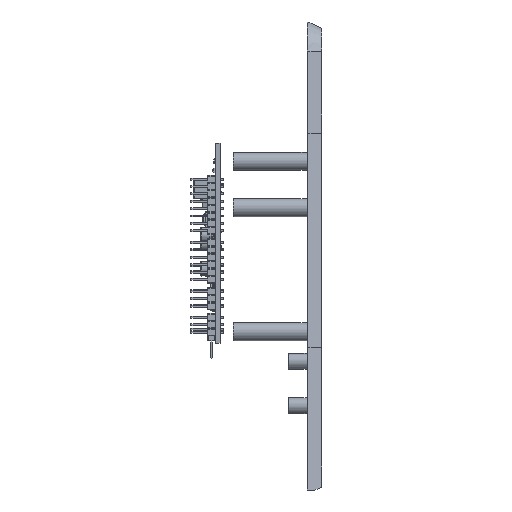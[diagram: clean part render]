
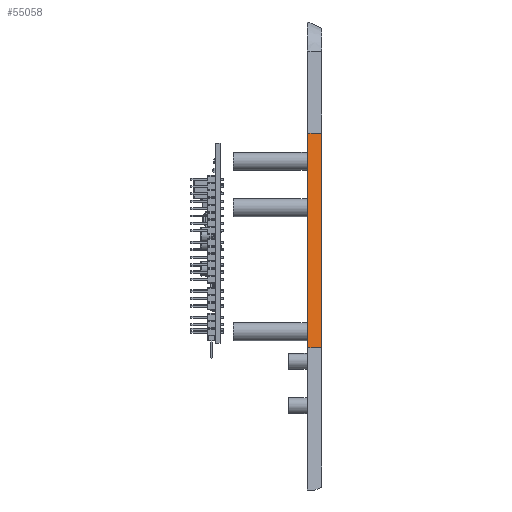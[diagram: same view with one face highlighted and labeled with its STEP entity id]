
A CAD part, left-side view. The second image highlights one B-rep face of the part: STEP entity #55058.
In plain terms, the highlighted planar face has unit normal (-0.906, -0.423, 0).
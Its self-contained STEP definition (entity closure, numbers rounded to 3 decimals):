
#3255=PLANE('',#59645);
#6086=FACE_OUTER_BOUND('',#9241,.T.);
#9241=EDGE_LOOP('',(#48991,#48992,#48993,#48994));
#16481=LINE('',#90097,#22491);
#16483=LINE('',#90101,#22493);
#16487=LINE('',#90109,#22497);
#16517=LINE('',#90170,#22527);
#22491=VECTOR('',#74214,1000.);
#22493=VECTOR('',#74218,1000.);
#22497=VECTOR('',#74224,1000.);
#22527=VECTOR('',#74278,1000.);
#27167=VERTEX_POINT('',#90092);
#27168=VERTEX_POINT('',#90095);
#27169=VERTEX_POINT('',#90099);
#27172=VERTEX_POINT('',#90107);
#34433=EDGE_CURVE('',#27168,#27167,#16481,.T.);
#34435=EDGE_CURVE('',#27169,#27168,#16483,.T.);
#34439=EDGE_CURVE('',#27172,#27169,#16487,.T.);
#34472=EDGE_CURVE('',#27167,#27172,#16517,.T.);
#48991=ORIENTED_EDGE('',*,*,#34439,.F.);
#48992=ORIENTED_EDGE('',*,*,#34472,.F.);
#48993=ORIENTED_EDGE('',*,*,#34433,.F.);
#48994=ORIENTED_EDGE('',*,*,#34435,.F.);
#55058=ADVANCED_FACE('',(#6086),#3255,.T.);
#59645=AXIS2_PLACEMENT_3D('',#90173,#74283,#74284);
#74214=DIRECTION('',(0.423,-0.906,0.));
#74218=DIRECTION('',(0.,0.,1.));
#74224=DIRECTION('',(-0.423,0.906,0.));
#74278=DIRECTION('',(0.,0.,-1.));
#74283=DIRECTION('center_axis',(-0.906,-0.423,0.));
#74284=DIRECTION('ref_axis',(0.,0.,
-1.));
#90092=CARTESIAN_POINT('',(4.78,-5.,-38.3));
#90095=CARTESIAN_POINT('',(2.58,-0.282,-38.3));
#90097=CARTESIAN_POINT('',(3.926,-3.169,-38.3));
#90099=CARTESIAN_POINT('',(2.58,-0.282,-112.3));
#90101=CARTESIAN_POINT('',(2.58,-0.282,-38.3));
#90107=CARTESIAN_POINT('',(4.78,-5.,-112.3));
#90109=CARTESIAN_POINT('',(2.58,-0.282,-112.3));
#90170=CARTESIAN_POINT('',(4.78,-5.,-112.3));
#90173=CARTESIAN_POINT('Origin',(2.58,-0.282,0.));
